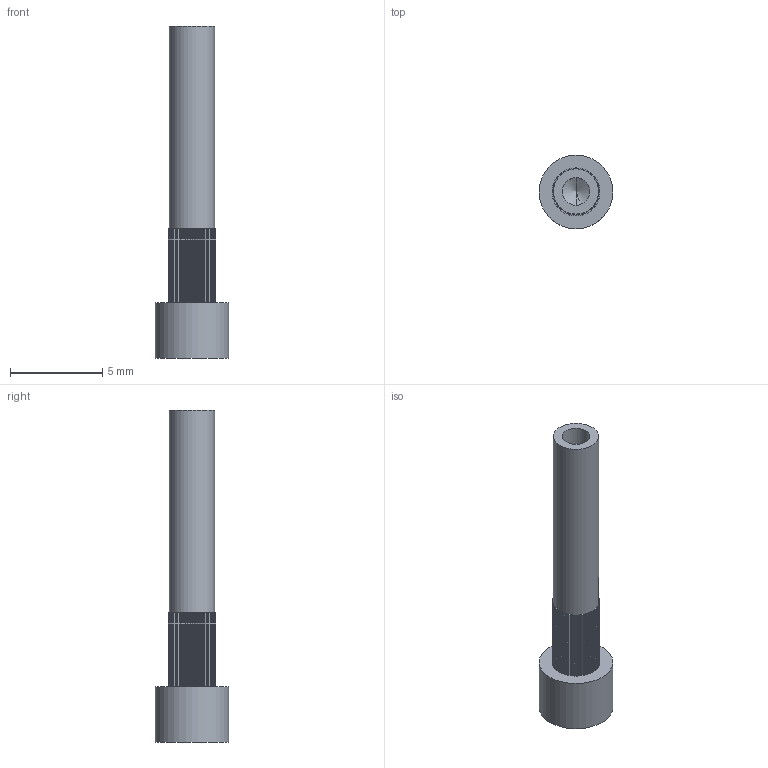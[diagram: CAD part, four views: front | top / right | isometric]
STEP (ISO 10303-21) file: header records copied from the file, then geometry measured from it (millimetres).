
FILE_DESCRIPTION(('FreeCAD Model'),'2;1');
FILE_NAME('Open CASCADE Shape Model','2021-01-27T11:48:22',(''),(''), 'Open CASCADE STEP processor 7.4','FreeCAD','Unknown');
FILE_SCHEMA(('AUTOMOTIVE_DESIGN { 1 0 10303 214 1 1 1 1 }'));
Length unit declared in the file: millimetre
Products named in the file (1): Fusion
Bounding box: 4 x 4 x 18 mm (x, y, z)
Volume: 104.4 mm3; surface area: 208.1 mm2
Topology: 1 solids, 1 shells, 177 faces, 525 edges, 351 vertices
Faces by surface type: plane 172, cylinder 3, cone 2
Full cylindrical faces by diameter (mm): 1.5 x1, 2.45 x1, 4 x1
Entity records: 5826 total; most frequent: CARTESIAN_POINT 1055, ORIENTED_EDGE 1046, DIRECTION 890, EDGE_CURVE 523, LINE 506, VECTOR 506, VERTEX_POINT 351, AXIS2_PLACEMENT_3D 192
